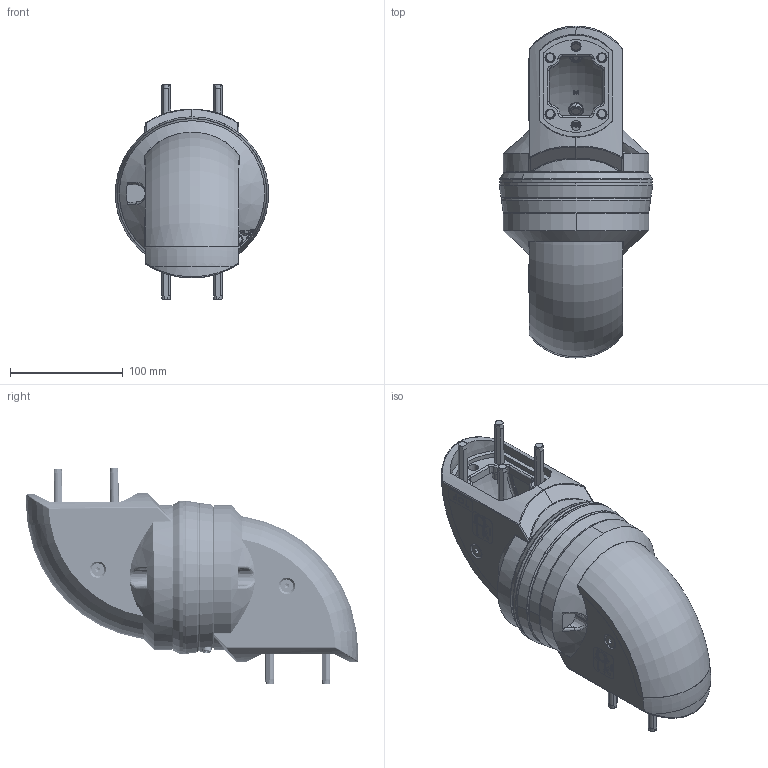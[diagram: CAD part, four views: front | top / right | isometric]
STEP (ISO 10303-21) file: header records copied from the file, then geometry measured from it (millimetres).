
FILE_DESCRIPTION (( 'STEP AP214' ), '1' );
FILE_NAME ('49476703.STEP', '2016-09-14T06:38:51', ( '' ), ( '' ), 'SwSTEP 2.0', 'SolidWorks 2015', '' );
FILE_SCHEMA (( 'AUTOMOTIVE_DESIGN' ));
Length unit declared in the file: millimetre
Products named in the file (27): 93152; 82398; 49476703; 92449; 92446; 82402; 93407; 83047; 84046; 93659; 93676; 93672; 93027; 84344; 99953; 41779; 99952; 41778; 96286; 84345; 52310_im Zwischengelenk S GTN 2 eingebaut; 84011; 12807; 92447; 12882; 83019; 12813
Assembly tree (65 placements, depth 3):
  49476703
    12813
    12882
    12807  x2
    84011
    84345
    41778
    41779
    84344
    93027  x7
    93672  x9
    93676  x8
    93659
    84046
    83047  x2
    93407  x4
    82402  x2
    92446  x2
    92449
    52310_im Zwischengelenk S GTN 2 eingebaut
      82398  x2
      93152  x8
      83019  x8
  99953
  99952
  96286
  92447
Bounding box: 135.93 x 294.14 x 191.35 mm (x, y, z)
Volume: 1246950 mm3; surface area: 433221.3 mm2
Topology: 64 solids, 64 shells, 4845 faces, 11761 edges, 7378 vertices
Faces by surface type: plane 1904, bspline 1168, cylinder 1009, torus 388, cone 366, sphere 10
Entity records: 141798 total; most frequent: CARTESIAN_POINT 70879, ORIENTED_EDGE 15526, DIRECTION 11951, EDGE_CURVE 7763, VERTEX_POINT 4961, AXIS2_PLACEMENT_3D 4279, EDGE_LOOP 3500, LINE 3393
